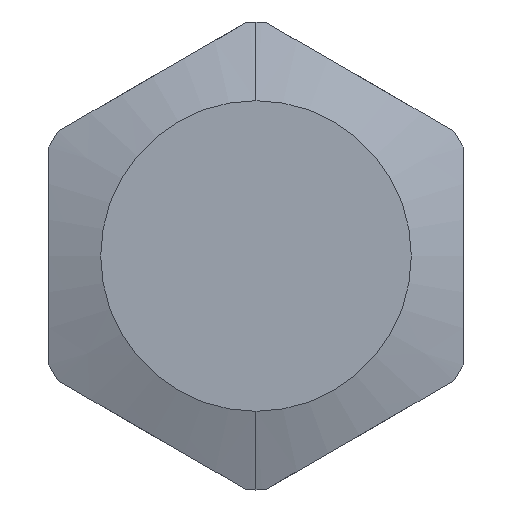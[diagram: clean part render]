
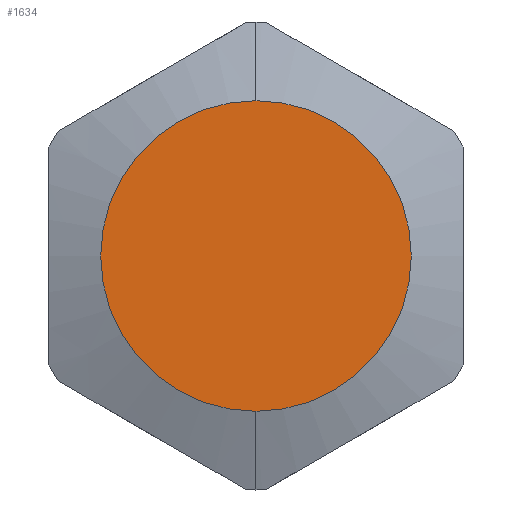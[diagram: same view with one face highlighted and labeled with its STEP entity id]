
A CAD part, left-side view. The second image highlights one B-rep face of the part: STEP entity #1634.
In plain terms, the highlighted planar face has unit normal (-1, 0, 0).
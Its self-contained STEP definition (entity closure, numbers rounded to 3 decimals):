
#43=CARTESIAN_POINT('',(0.,0.,0.));
#44=DIRECTION('',(1.,0.,0.));
#45=DIRECTION('',(0.,0.,1.));
#46=AXIS2_PLACEMENT_3D('',#43,#44,#45);
#48=CARTESIAN_POINT('',(0.,0.,0.));
#49=DIRECTION('',(1.,0.,0.));
#50=DIRECTION('',(0.,0.,-1.));
#51=AXIS2_PLACEMENT_3D('',#48,#49,#50);
#1588=CARTESIAN_POINT('',(0.,0.,6.));
#1589=CARTESIAN_POINT('',(0.,0.,-6.));
#1590=VERTEX_POINT('',#1588);
#1591=VERTEX_POINT('',#1589);
#1623=CARTESIAN_POINT('',(0.,0.,0.));
#1624=DIRECTION('',(1.,0.,0.));
#1625=DIRECTION('',(0.,0.,-1.));
#1626=AXIS2_PLACEMENT_3D('',#1623,#1624,#1625);
#1627=PLANE('',#1626);
#1629=ORIENTED_EDGE('',*,*,#1628,.T.);
#1631=ORIENTED_EDGE('',*,*,#1630,.T.);
#1632=EDGE_LOOP('',(#1629,#1631));
#1633=FACE_OUTER_BOUND('',#1632,.F.);
#1634=ADVANCED_FACE('',(#1633),#1627,.F.);
#47=CIRCLE('',#46,6.);
#52=CIRCLE('',#51,6.);
#1628=EDGE_CURVE('',#1590,#1591,#47,.T.);
#1630=EDGE_CURVE('',#1591,#1590,#52,.T.);
